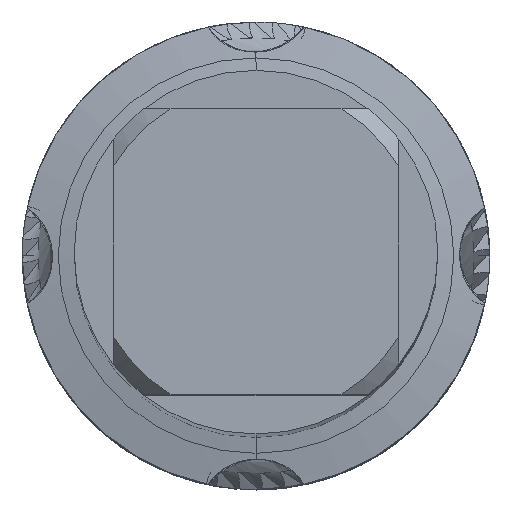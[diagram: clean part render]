
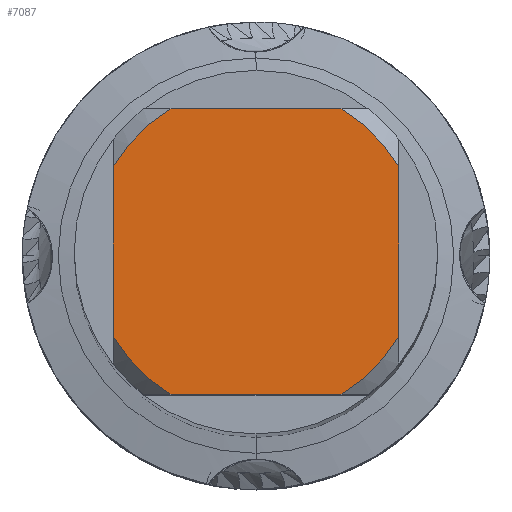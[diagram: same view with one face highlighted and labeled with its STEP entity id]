
A CAD part, top view. The second image highlights one B-rep face of the part: STEP entity #7087.
In plain terms, the highlighted planar face has unit normal (0, 0, 1).
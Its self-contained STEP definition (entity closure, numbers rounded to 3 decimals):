
#3463=VERTEX_POINT('',#9184);
#3737=VERTEX_POINT('',#9478);
#4231=VERTEX_POINT('',#10007);
#4383=VERTEX_POINT('',#10174);
#4535=VERTEX_POINT('',#10337);
#4643=EDGE_CURVE('',#5983,#4535,#10455,.T.);
#4921=EDGE_CURVE('',#7803,#3463,#10760,.T.);
#5983=VERTEX_POINT('',#11916);
#6059=EDGE_CURVE('',#3737,#4383,#12002,.T.);
#6809=EDGE_CURVE('',#3737,#8249,#12818,.T.);
#7087=ADVANCED_FACE('',(#13123),#13124,.T.);
#7443=EDGE_CURVE('',#5983,#8249,#13510,.T.);
#7757=EDGE_CURVE('',#4231,#3463,#13849,.T.);
#7803=VERTEX_POINT('',#13898);
#8249=VERTEX_POINT('',#14390);
#8369=EDGE_CURVE('',#7803,#4535,#14518,.T.);
#8465=EDGE_CURVE('',#4231,#4383,#14624,.T.);
#9184=CARTESIAN_POINT('',(-5.5,-3.273,0.0));
#9478=CARTESIAN_POINT('',(3.273,5.5,0.0));
#10007=CARTESIAN_POINT('',(-5.5,3.273,0.0));
#10174=CARTESIAN_POINT('',(-3.273,5.5,0.0));
#10337=CARTESIAN_POINT('',(3.273,-5.5,0.0));
#10455=CIRCLE('',#20800,6.4);
#10760=CIRCLE('',#21540,6.4);
#11916=CARTESIAN_POINT('',(5.5,-3.273,0.0));
#12002=LINE('',#24670,#24671);
#12818=CIRCLE('',#27277,6.4);
#13123=FACE_OUTER_BOUND('',#27957,.T.);
#13124=PLANE('',#27958);
#13510=LINE('',#28937,#28938);
#13849=LINE('',#29801,#29802);
#13898=CARTESIAN_POINT('',(-3.273,-5.5,0.0));
#14390=CARTESIAN_POINT('',(5.5,3.273,0.0));
#14518=LINE('',#31318,#31319);
#14624=CIRCLE('',#31600,6.4);
#20800=AXIS2_PLACEMENT_3D('',#33816,#33817,#33818);
#21540=AXIS2_PLACEMENT_3D('',#34124,#34125,#34126);
#24670=CARTESIAN_POINT('',(0.0,5.5,0.0));
#24671=VECTOR('',#35368,1.0);
#27277=AXIS2_PLACEMENT_3D('',#36436,#36437,#36438);
#27957=EDGE_LOOP('',(#36748,#36749,#36750,#36751,#36752,#36753,#36754,#36755));
#27958=AXIS2_PLACEMENT_3D('',#36756,#36757,#36758);
#28937=CARTESIAN_POINT('',(5.5,1.6,0.0));
#28938=VECTOR('',#37141,1.0);
#29801=CARTESIAN_POINT('',(-5.5,1.6,0.0));
#29802=VECTOR('',#37461,1.0);
#31318=CARTESIAN_POINT('',(0.0,-5.5,0.0));
#31319=VECTOR('',#38140,1.0);
#31600=AXIS2_PLACEMENT_3D('',#38250,#38251,#38252);
#33816=CARTESIAN_POINT('',(0.0,0.0,0.0));
#33817=DIRECTION('',(0.0,0.0,-1.0));
#33818=DIRECTION('',(0.0,1.0,0.0));
#34124=CARTESIAN_POINT('',(0.0,0.0,0.0));
#34125=DIRECTION('',(0.0,0.0,-1.0));
#34126=DIRECTION('',(0.0,1.0,0.0));
#35368=DIRECTION('',(-1.0,0.0,0.0));
#36436=CARTESIAN_POINT('',(0.0,0.0,0.0));
#36437=DIRECTION('',(0.0,0.0,-1.0));
#36438=DIRECTION('',(0.0,1.0,0.0));
#36748=ORIENTED_EDGE('',*,*,#7757,.T.);
#36749=ORIENTED_EDGE('',*,*,#4921,.F.);
#36750=ORIENTED_EDGE('',*,*,#8369,.T.);
#36751=ORIENTED_EDGE('',*,*,#4643,.F.);
#36752=ORIENTED_EDGE('',*,*,#7443,.T.);
#36753=ORIENTED_EDGE('',*,*,#6809,.F.);
#36754=ORIENTED_EDGE('',*,*,#6059,.T.);
#36755=ORIENTED_EDGE('',*,*,#8465,.F.);
#36756=CARTESIAN_POINT('',(0.0,3.2,0.0));
#36757=DIRECTION('',(-0.0,0.0,1.0));
#36758=DIRECTION('',(0.0,-1.0,0.0));
#37141=DIRECTION('',(-0.0,1.0,0.0));
#37461=DIRECTION('',(-0.0,-1.0,0.0));
#38140=DIRECTION('',(1.0,0.0,0.0));
#38250=CARTESIAN_POINT('',(0.0,0.0,0.0));
#38251=DIRECTION('',(0.0,0.0,-1.0));
#38252=DIRECTION('',(0.0,1.0,0.0));
